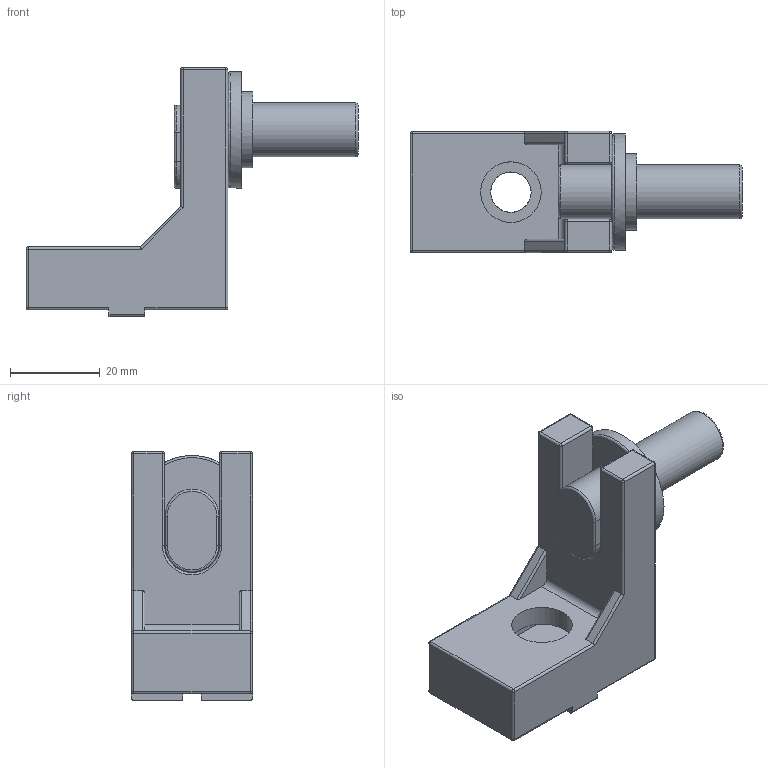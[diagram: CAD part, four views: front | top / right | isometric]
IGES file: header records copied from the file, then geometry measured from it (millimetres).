
Global section: file name: 700412.stp.ipt; native system: Autodesk Inventor 2014; preprocessor: unknown; author: zeman; date: 20151016.102015; units: millimetre
Bounding box: 74 x 27 x 55.5 mm (x, y, z)
Volume: 28319.7 mm3; surface area: 12056.9 mm2
Topology: 2 solids, 2 shells, 100 faces, 246 edges, 136 vertices
Faces by surface type: cylinder 40, plane 34, sphere 14, revolution 10, bspline 2
Full cylindrical faces by diameter (mm): 12 x1, 17 x1, 26 x1
